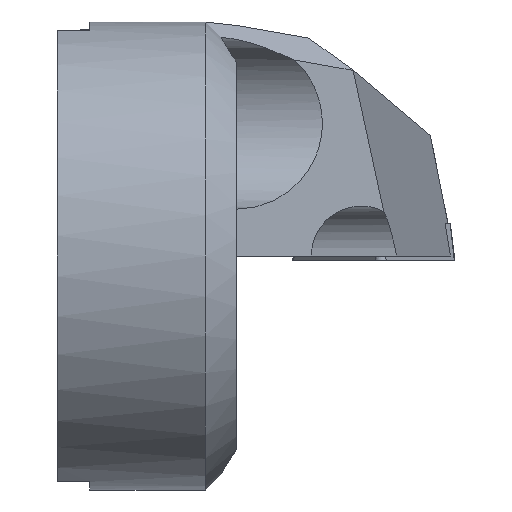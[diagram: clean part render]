
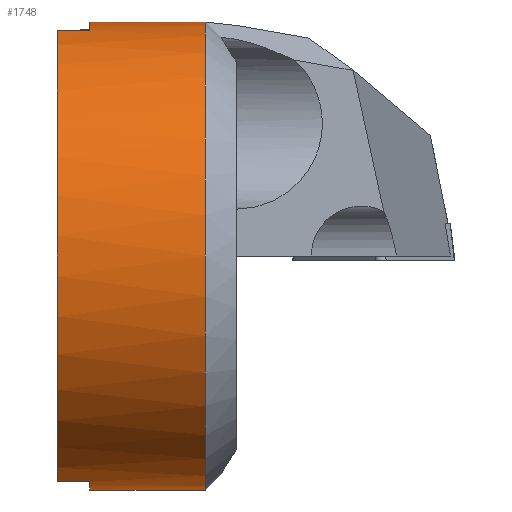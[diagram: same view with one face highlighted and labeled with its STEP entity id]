
A CAD part, left-side view. The second image highlights one B-rep face of the part: STEP entity #1748.
In plain terms, the highlighted cylindrical face has radius 15 mm (diameter 30 mm), a partial arc.
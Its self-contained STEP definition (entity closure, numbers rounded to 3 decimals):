
#894=EDGE_CURVE('NONE',#1526,#942,#2491,.T.);
#922=EDGE_CURVE('NONE',#1338,#1526,#2521,.T.);
#942=VERTEX_POINT('NONE',#2543);
#996=EDGE_CURVE('NONE',#1358,#1024,#2601,.T.);
#1024=VERTEX_POINT('NONE',#2631);
#1206=EDGE_CURVE('NONE',#1260,#942,#2836,.T.);
#1260=VERTEX_POINT('NONE',#2897);
#1338=VERTEX_POINT('NONE',#2982);
#1358=VERTEX_POINT('NONE',#3006);
#1382=EDGE_CURVE('NONE',#2238,#1358,#3033,.T.);
#1526=VERTEX_POINT('NONE',#3195);
#1748=ADVANCED_FACE('NONE',(#3442),#3443,.T.);
#2126=VERTEX_POINT('NONE',#3861);
#2238=VERTEX_POINT('NONE',#3986);
#2250=EDGE_CURVE('NONE',#2126,#2238,#3998,.T.);
#2302=EDGE_CURVE('NONE',#1024,#1338,#4052,.T.);
#2306=EDGE_CURVE('NONE',#1260,#2126,#4056,.T.);
#2491=CIRCLE('',#4282,15.0);
#2521=LINE('',#4320,#4321);
#2543=CARTESIAN_POINT('',(0.0,-2.1,-15.0));
#2601=LINE('',#4446,#4447);
#2631=CARTESIAN_POINT('',(-3.95,0.,14.471));
#2836=LINE('',#4781,#4782);
#2897=CARTESIAN_POINT('',(0.0,-9.5,-15.0));
#2982=CARTESIAN_POINT('',(-3.95,0.,-14.471));
#3006=CARTESIAN_POINT('',(-3.95,-2.1,14.471));
#3033=CIRCLE('',#5072,15.0);
#3195=CARTESIAN_POINT('',(-3.95,-2.1,-14.471));
#3442=FACE_OUTER_BOUND('',#5641,.T.);
#3443=CYLINDRICAL_SURFACE('',#5642,15.0);
#3861=CARTESIAN_POINT('',(0.,-9.5,15.0));
#3986=CARTESIAN_POINT('',(0.,-2.1,15.0));
#3998=LINE('',#6458,#6459);
#4052=CIRCLE('',#6549,15.0);
#4056=CIRCLE('',#6555,15.0);
#4282=AXIS2_PLACEMENT_3D('',#6781,#6782,#6783);
#4320=CARTESIAN_POINT('',(-3.95,-26.0,-14.471));
#4321=VECTOR('',#6814,1000.0);
#4446=CARTESIAN_POINT('',(-3.95,-26.0,14.471));
#4447=VECTOR('',#6904,1000.0);
#4781=CARTESIAN_POINT('',(0.0,-26.0,-15.0));
#4782=VECTOR('',#7181,1000.0);
#5072=AXIS2_PLACEMENT_3D('',#7424,#7425,#7426);
#5641=EDGE_LOOP('',(#7929,#7930,#7931,#7932,#7933,#7934,#7935,#7936));
#5642=AXIS2_PLACEMENT_3D('',#7937,#7938,#7939);
#6458=CARTESIAN_POINT('',(0.,-26.0,15.0));
#6459=VECTOR('',#8592,1000.0);
#6549=AXIS2_PLACEMENT_3D('',#8639,#8640,#8641);
#6555=AXIS2_PLACEMENT_3D('',#8645,#8646,#8647);
#6781=CARTESIAN_POINT('',(0.0,-2.1,0.));
#6782=DIRECTION('',(0.,-1.0,0.));
#6783=DIRECTION('',(1.0,0.,0.));
#6814=DIRECTION('',(0.0,-1.0,0.));
#6904=DIRECTION('',(0.0,1.0,0.));
#7181=DIRECTION('',(0.0,1.0,0.));
#7424=CARTESIAN_POINT('',(0.0,-2.1,0.));
#7425=DIRECTION('',(0.,-1.0,0.));
#7426=DIRECTION('',(1.0,0.,0.));
#7929=ORIENTED_EDGE('',*,*,#2306,.T.);
#7930=ORIENTED_EDGE('',*,*,#2250,.T.);
#7931=ORIENTED_EDGE('',*,*,#1382,.T.);
#7932=ORIENTED_EDGE('',*,*,#996,.T.);
#7933=ORIENTED_EDGE('',*,*,#2302,.T.);
#7934=ORIENTED_EDGE('',*,*,#922,.T.);
#7935=ORIENTED_EDGE('',*,*,#894,.T.);
#7936=ORIENTED_EDGE('',*,*,#1206,.F.);
#7937=CARTESIAN_POINT('',(0.0,-26.0,0.));
#7938=DIRECTION('',(-0.0,1.0,0.));
#7939=DIRECTION('',(0.0,0.,-1.0));
#8592=DIRECTION('',(0.0,1.0,0.));
#8639=CARTESIAN_POINT('',(0.0,0.0,0.0));
#8640=DIRECTION('',(0.0,-1.0,0.));
#8641=DIRECTION('',(0.0,0.,-1.0));
#8645=CARTESIAN_POINT('',(0.0,-9.5,0.));
#8646=DIRECTION('',(0.0,1.0,0.));
#8647=DIRECTION('',(0.0,0.,-1.0));
